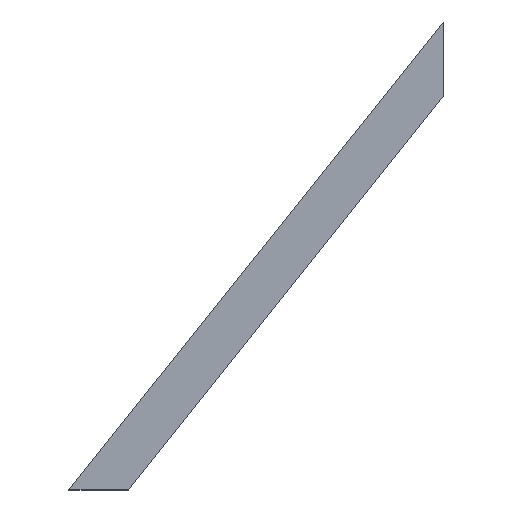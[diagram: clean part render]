
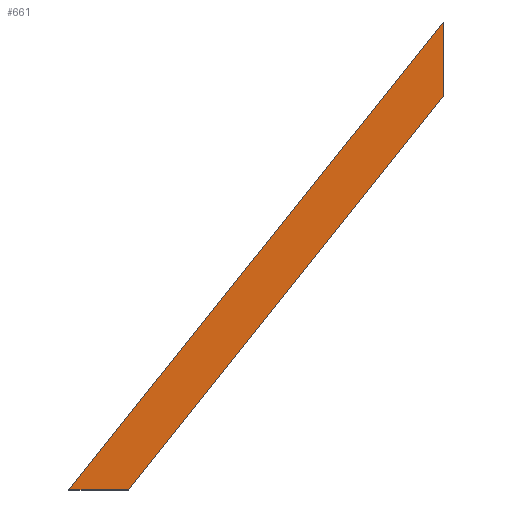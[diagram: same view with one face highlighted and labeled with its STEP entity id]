
A CAD part, top view. The second image highlights one B-rep face of the part: STEP entity #661.
In plain terms, the highlighted planar face has unit normal (0, 0, 1).
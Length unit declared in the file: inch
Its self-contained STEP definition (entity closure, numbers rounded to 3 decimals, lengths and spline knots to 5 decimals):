
#67 = VERTEX_POINT ( 'NONE', #1102 ) ;
#68 = CARTESIAN_POINT ( 'NONE',  ( 0., 0., 1. ) ) ;
#112 = CARTESIAN_POINT ( 'NONE',  ( 2.56125, 0., 1. ) ) ;
#166 = ORIENTED_EDGE ( 'NONE', *, *, #785, .T. ) ;
#170 = EDGE_LOOP ( 'NONE', ( #166, #434, #1040, #604 ) ) ;
#301 = VERTEX_POINT ( 'NONE', #1023 ) ;
#351 = LINE ( 'NONE', #1265, #556 ) ;
#356 = CARTESIAN_POINT ( 'NONE',  ( 0., 0., 1. ) ) ;
#365 = DIRECTION ( 'NONE',  ( 1., 0., 0. ) ) ;
#434 = ORIENTED_EDGE ( 'NONE', *, *, #1487, .T. ) ;
#556 = VECTOR ( 'NONE', #621, 39.37008 ) ;
#604 = ORIENTED_EDGE ( 'NONE', *, *, #1575, .T. ) ;
#621 = DIRECTION ( 'NONE',  ( -0.625, -0.781, 0. ) ) ;
#661 = ADVANCED_FACE ( 'NONE', ( #1602 ), #735, .T. ) ;
#735 = PLANE ( 'NONE',  #1314 ) ;
#779 = VECTOR ( 'NONE', #365, 39.37008 ) ;
#785 = EDGE_CURVE ( 'NONE', #1162, #301, #1267, .T. ) ;
#828 = VECTOR ( 'NONE', #1074, 39.37008 ) ;
#846 = LINE ( 'NONE', #1461, #828 ) ;
#848 = CARTESIAN_POINT ( 'NONE',  ( 16., 20., 1. ) ) ;
#852 = DIRECTION ( 'NONE',  ( 0., 0., 1. ) ) ;
#973 = VECTOR ( 'NONE', #1619, 39.37008 ) ;
#976 = LINE ( 'NONE', #848, #973 ) ;
#1023 = CARTESIAN_POINT ( 'NONE',  ( 2.56125, 0., 1. ) ) ;
#1040 = ORIENTED_EDGE ( 'NONE', *, *, #1171, .T. ) ;
#1074 = DIRECTION ( 'NONE',  ( 0.625, 0.781, 0. ) ) ;
#1102 = CARTESIAN_POINT ( 'NONE',  ( 16., 16.79844, 1. ) ) ;
#1162 = VERTEX_POINT ( 'NONE', #68 ) ;
#1171 = EDGE_CURVE ( 'NONE', #67, #1291, #976, .T. ) ;
#1265 = CARTESIAN_POINT ( 'NONE',  ( 0., 0., 1. ) ) ;
#1267 = LINE ( 'NONE', #112, #779 ) ;
#1291 = VERTEX_POINT ( 'NONE', #1664 ) ;
#1314 = AXIS2_PLACEMENT_3D ( 'NONE', #356, #852, #1366 ) ;
#1366 = DIRECTION ( 'NONE',  ( 1., 0., 0. ) ) ;
#1461 = CARTESIAN_POINT ( 'NONE',  ( 16., 16.79844, 1. ) ) ;
#1487 = EDGE_CURVE ( 'NONE', #301, #67, #846, .T. ) ;
#1575 = EDGE_CURVE ( 'NONE', #1291, #1162, #351, .T. ) ;
#1602 = FACE_OUTER_BOUND ( 'NONE', #170, .T. ) ;
#1619 = DIRECTION ( 'NONE',  ( 0., 1., 0. ) ) ;
#1664 = CARTESIAN_POINT ( 'NONE',  ( 16., 20., 1. ) ) ;
